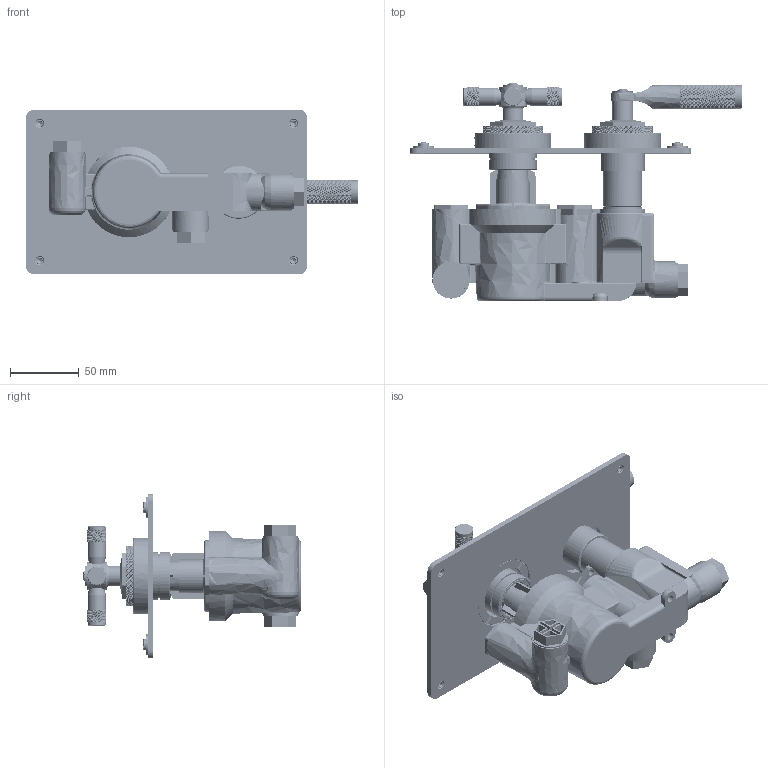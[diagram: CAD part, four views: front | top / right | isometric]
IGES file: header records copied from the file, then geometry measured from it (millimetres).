
Global section: file name: V701-TLK; native system: Autodesk Inventor 2018; preprocessor: unknown; author: adaniels; date: 20171002.154854; units: millimetre
Bounding box: 242 x 159.35 x 120 mm (x, y, z)
Volume: 495451.6 mm3; surface area: 307301.8 mm2
Topology: 86 solids, 91 shells, 23196 faces, 51224 edges, 28396 vertices
Faces by surface type: bspline 23196
